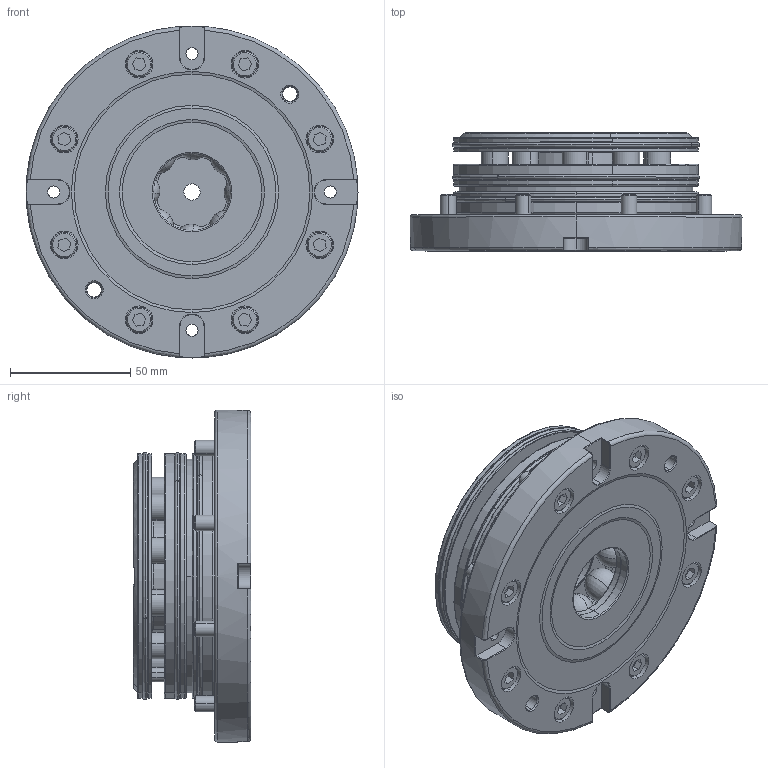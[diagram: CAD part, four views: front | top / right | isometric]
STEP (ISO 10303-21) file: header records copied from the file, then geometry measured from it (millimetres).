
FILE_DESCRIPTION (( 'STEP AP203' ), '1' );
FILE_NAME ('LQNCD-20.STEP', '2020-03-19T00:47:12', ( 'td' ), ( '' ), 'SwSTEP 2.0', 'SolidWorks 2018', '' );
FILE_SCHEMA (( 'CONFIG_CONTROL_DESIGN' ));
Length unit declared in the file: millimetre
Products named in the file (1): LQNCD-20
Bounding box: 138 x 49 x 138 mm (x, y, z)
Volume: 422538 mm3; surface area: 89431 mm2
Topology: 13 solids, 24 shells, 631 faces, 1476 edges, 923 vertices
Faces by surface type: plane 243, cylinder 158, cone 115, torus 85, sphere 16, bspline 14
Entity records: 19999 total; most frequent: CARTESIAN_POINT 5413, DIRECTION 3231, ORIENTED_EDGE 2828, EDGE_CURVE 1414, AXIS2_PLACEMENT_3D 1293, VERTEX_POINT 899, EDGE_LOOP 747, CIRCLE 675
